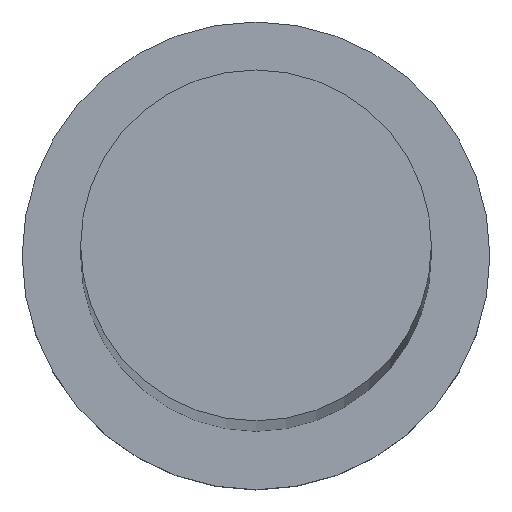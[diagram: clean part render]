
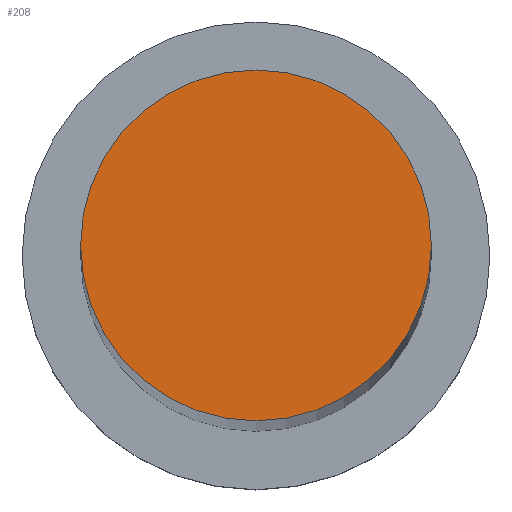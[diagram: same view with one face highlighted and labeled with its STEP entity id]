
A CAD part, top view. The second image highlights one B-rep face of the part: STEP entity #208.
In plain terms, the highlighted planar face has unit normal (0, 0, 1).
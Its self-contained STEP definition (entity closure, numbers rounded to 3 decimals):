
#9 = ORIENTED_EDGE ( 'NONE', *, *, #83, .T. ) ;
#15 = CIRCLE ( 'NONE', #112, 9. ) ;
#18 = DIRECTION ( 'NONE',  ( 0., 0., 1. ) ) ;
#24 = CIRCLE ( 'NONE', #232, 9. ) ;
#37 = FACE_OUTER_BOUND ( 'NONE', #125, .T. ) ;
#58 = DIRECTION ( 'NONE',  ( 0., 0., 1. ) ) ;
#66 = VERTEX_POINT ( 'NONE', #185 ) ;
#69 = CARTESIAN_POINT ( 'NONE',  ( -9., 0., 315. ) ) ;
#70 = DIRECTION ( 'NONE',  ( 0., 0., 1. ) ) ;
#73 = CARTESIAN_POINT ( 'NONE',  ( 0., 0., 315. ) ) ;
#74 = PLANE ( 'NONE',  #85 ) ;
#83 = EDGE_CURVE ( 'NONE', #106, #66, #24, .T. ) ;
#85 = AXIS2_PLACEMENT_3D ( 'NONE', #119, #58, #213 ) ;
#91 = CARTESIAN_POINT ( 'NONE',  ( 0., 0., 315. ) ) ;
#101 = EDGE_CURVE ( 'NONE', #66, #106, #15, .T. ) ;
#106 = VERTEX_POINT ( 'NONE', #69 ) ;
#112 = AXIS2_PLACEMENT_3D ( 'NONE', #91, #70, #229 ) ;
#119 = CARTESIAN_POINT ( 'NONE',  ( 0., 0., 315. ) ) ;
#125 = EDGE_LOOP ( 'NONE', ( #9, #198 ) ) ;
#185 = CARTESIAN_POINT ( 'NONE',  ( 9., 0., 315. ) ) ;
#198 = ORIENTED_EDGE ( 'NONE', *, *, #101, .T. ) ;
#208 = ADVANCED_FACE ( 'NONE', ( #37 ), #74, .T. ) ;
#213 = DIRECTION ( 'NONE',  ( 1., 0., 0. ) ) ;
#226 = DIRECTION ( 'NONE',  ( 1., 0., 0. ) ) ;
#229 = DIRECTION ( 'NONE',  ( 1., 0., 0. ) ) ;
#232 = AXIS2_PLACEMENT_3D ( 'NONE', #73, #18, #226 ) ;
